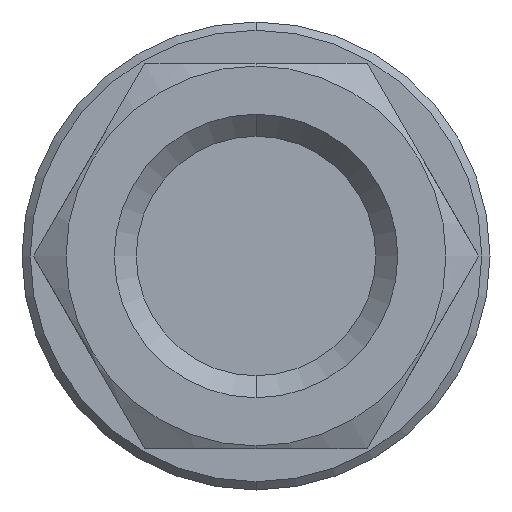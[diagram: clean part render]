
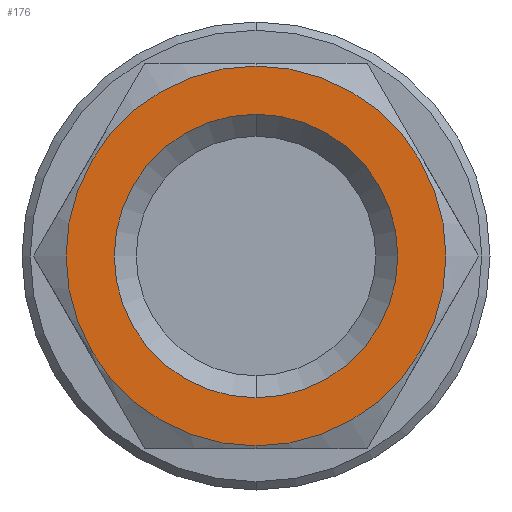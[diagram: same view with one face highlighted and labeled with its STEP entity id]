
A CAD part, front view. The second image highlights one B-rep face of the part: STEP entity #176.
In plain terms, the highlighted planar face has unit normal (0, -1, 0).
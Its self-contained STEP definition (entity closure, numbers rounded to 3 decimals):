
#56 = AXIS2_PLACEMENT_3D ( 'NONE', #1831, #1832, #1833 ) ;
#60 = CIRCLE ( 'NONE', #142, 6.9 ) ;
#77 = AXIS2_PLACEMENT_3D ( 'NONE', #489, #490, #491 ) ;
#87 = AXIS2_PLACEMENT_3D ( 'NONE', #448, #449, #450 ) ;
#125 = CIRCLE ( 'NONE', #154, 5.15 ) ;
#142 = AXIS2_PLACEMENT_3D ( 'NONE', #401, #402, #403 ) ;
#149 = CIRCLE ( 'NONE', #87, 6.9 ) ;
#154 = AXIS2_PLACEMENT_3D ( 'NONE', #426, #427, #428 ) ;
#156 = CIRCLE ( 'NONE', #77, 5.15 ) ;
#176 = ADVANCED_FACE ( 'NONE', ( #281, #282 ), #1830, .F. ) ;
#204 = EDGE_LOOP ( 'NONE', ( #1917, #1907 ) ) ;
#281 = FACE_BOUND ( 'NONE', #1041, .T. ) ;
#282 = FACE_OUTER_BOUND ( 'NONE', #204, .T. ) ;
#352 = CARTESIAN_POINT ( 'NONE',  ( 0., -19.5, 6.9 ) ) ;
#353 = CARTESIAN_POINT ( 'NONE',  ( 0., -19.5, -6.9 ) ) ;
#401 = CARTESIAN_POINT ( 'NONE',  ( 0., -19.5, 0. ) ) ;
#402 = DIRECTION ( 'NONE',  ( 0., 1., 0. ) ) ;
#403 = DIRECTION ( 'NONE',  ( 0., 0., 1. ) ) ;
#426 = CARTESIAN_POINT ( 'NONE',  ( 0., -19.5, 0. ) ) ;
#427 = DIRECTION ( 'NONE',  ( 0., -1., 0. ) ) ;
#428 = DIRECTION ( 'NONE',  ( 0., 0., -1. ) ) ;
#448 = CARTESIAN_POINT ( 'NONE',  ( 0., -19.5, 0. ) ) ;
#449 = DIRECTION ( 'NONE',  ( 0., 1., 0. ) ) ;
#450 = DIRECTION ( 'NONE',  ( 0., 0., 1. ) ) ;
#489 = CARTESIAN_POINT ( 'NONE',  ( 0., -19.5, 0. ) ) ;
#490 = DIRECTION ( 'NONE',  ( 0., -1., 0. ) ) ;
#491 = DIRECTION ( 'NONE',  ( 0., 0., -1. ) ) ;
#669 = CARTESIAN_POINT ( 'NONE',  ( 0., -19.5, -5.15 ) ) ;
#673 = CARTESIAN_POINT ( 'NONE',  ( 0., -19.5, 5.15 ) ) ;
#1041 = EDGE_LOOP ( 'NONE', ( #1901, #1909 ) ) ;
#1057 = VERTEX_POINT ( 'NONE', #352 ) ;
#1059 = VERTEX_POINT ( 'NONE', #353 ) ;
#1156 = EDGE_CURVE ( 'NONE', #1057, #1059, #60, .T. ) ;
#1163 = EDGE_CURVE ( 'NONE', #1918, #1890, #125, .T. ) ;
#1171 = EDGE_CURVE ( 'NONE', #1059, #1057, #149, .T. ) ;
#1185 = EDGE_CURVE ( 'NONE', #1890, #1918, #156, .T. ) ;
#1830 = PLANE ( 'NONE',  #56 ) ;
#1831 = CARTESIAN_POINT ( 'NONE',  ( 0., -19.5, 0. ) ) ;
#1832 = DIRECTION ( 'NONE',  ( 0., 1., 0. ) ) ;
#1833 = DIRECTION ( 'NONE',  ( 0., 0., 1. ) ) ;
#1890 = VERTEX_POINT ( 'NONE', #669 ) ;
#1901 = ORIENTED_EDGE ( 'NONE', *, *, #1185, .F. ) ;
#1907 = ORIENTED_EDGE ( 'NONE', *, *, #1171, .F. ) ;
#1909 = ORIENTED_EDGE ( 'NONE', *, *, #1163, .F. ) ;
#1917 = ORIENTED_EDGE ( 'NONE', *, *, #1156, .F. ) ;
#1918 = VERTEX_POINT ( 'NONE', #673 ) ;
